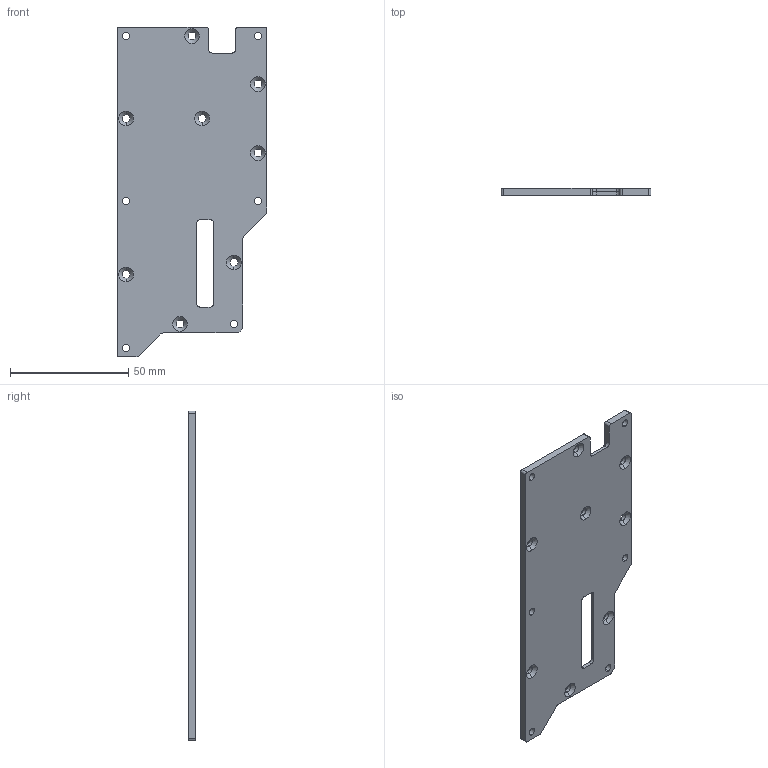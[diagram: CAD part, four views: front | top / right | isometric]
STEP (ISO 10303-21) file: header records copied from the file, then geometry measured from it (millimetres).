
FILE_DESCRIPTION (( 'STEP AP214' ), '1' );
FILE_NAME ('2m_board_case_bottom.STEP', '2023-09-26T08:55:19', ( 'MaxAli' ), ( '' ), 'SwSTEP 2.0', 'SolidWorks 2018', '' );
FILE_SCHEMA (( 'AUTOMOTIVE_DESIGN' ));
Length unit declared in the file: millimetre
Products named in the file (1): 2m_board_case_bottom
Bounding box: 63.5 x 3 x 139.7 mm (x, y, z)
Volume: 17929.4 mm3; surface area: 17397.1 mm2
Topology: 1 solids, 1 shells, 190 faces, 518 edges, 340 vertices
Faces by surface type: cylinder 95, plane 79, cone 16
Entity records: 6154 total; most frequent: DIRECTION 1106, CARTESIAN_POINT 1049, ORIENTED_EDGE 1036, EDGE_CURVE 518, AXIS2_PLACEMENT_3D 397, VERTEX_POINT 340, LINE 312, VECTOR 312
